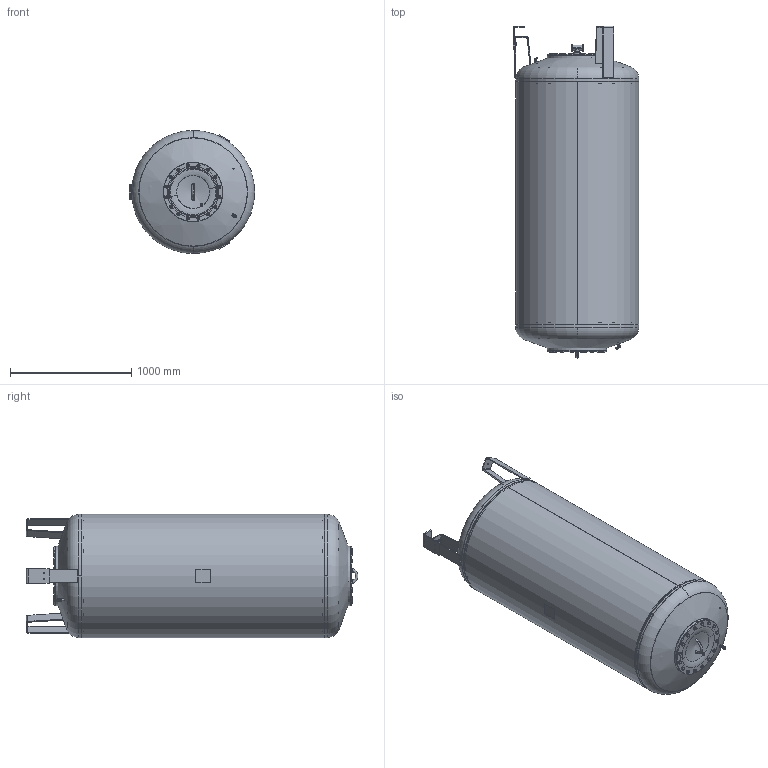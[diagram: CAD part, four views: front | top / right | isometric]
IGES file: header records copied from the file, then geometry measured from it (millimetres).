
Global section: file name: No Iges File Name specified; native system: Autodesk Inventor 2009; preprocessor: AutoDesk Inventor Iges Exporter R2009; author: CADJOBServer; date: 20091013.105149; units: millimetre
Bounding box: 1035 x 2738.4 x 1016 mm (x, y, z)
Volume: 51491609.5 mm3; surface area: 26401706.1 mm2
Topology: 42 solids, 42 shells, 2208 faces, 5433 edges, 3470 vertices
Faces by surface type: plane 834, bspline 379, cone 343, cylinder 299, revolution 297, torus 50, sphere 6
